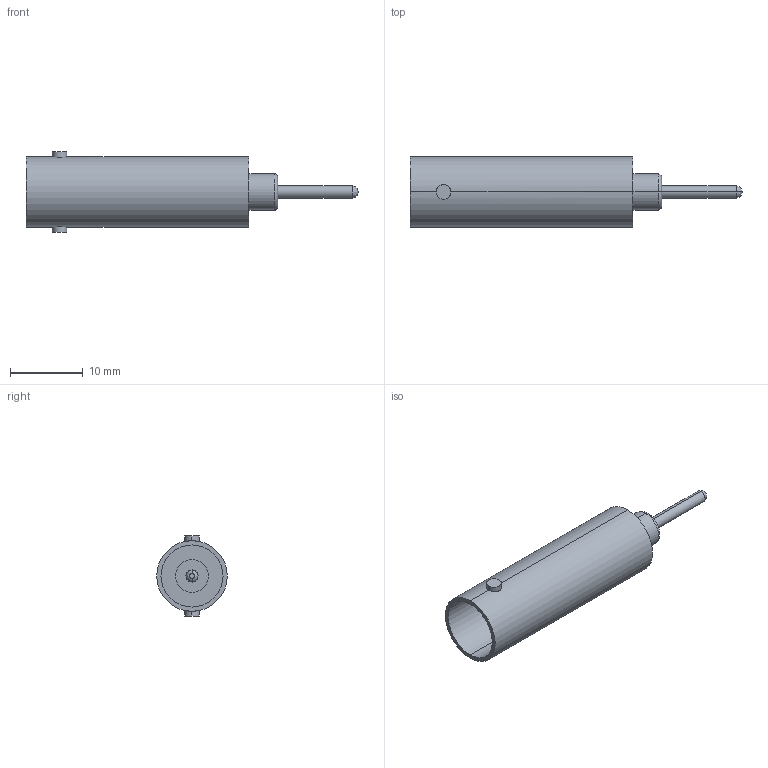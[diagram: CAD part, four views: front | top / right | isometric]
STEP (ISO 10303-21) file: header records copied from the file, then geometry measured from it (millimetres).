
FILE_DESCRIPTION (( 'STEP AP214' ), '1' );
FILE_NAME ('242-SHV50.STEP', '2014-07-21T14:31:34', ( '' ), ( '' ), 'SwSTEP 2.0', 'SolidWorks 2014', '' );
FILE_SCHEMA (( 'AUTOMOTIVE_DESIGN' ));
Length unit declared in the file: millimetre
Products named in the file (1): 242-SHV50
Bounding box: 45.5 x 9.65 x 11 mm (x, y, z)
Volume: 1287.1 mm3; surface area: 2083.4 mm2
Topology: 1 solids, 1 shells, 36 faces, 72 edges, 44 vertices
Faces by surface type: cylinder 20, plane 10, bspline 6
Entity records: 1102 total; most frequent: CARTESIAN_POINT 323, DIRECTION 168, ORIENTED_EDGE 144, AXIS2_PLACEMENT_3D 73, EDGE_CURVE 72, VERTEX_POINT 44, EDGE_LOOP 42, CIRCLE 42
